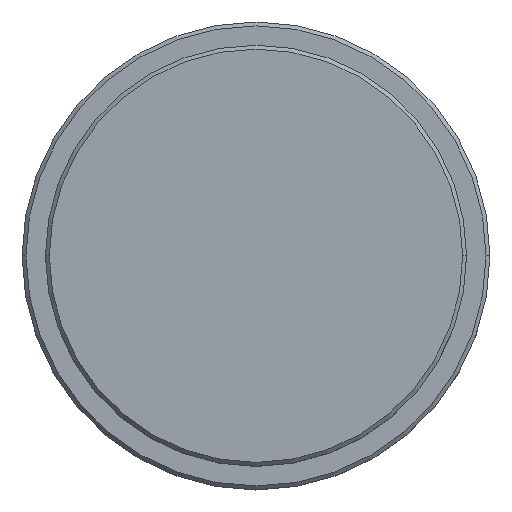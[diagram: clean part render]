
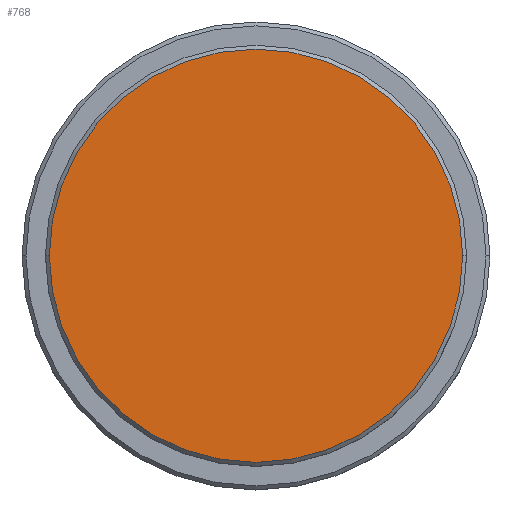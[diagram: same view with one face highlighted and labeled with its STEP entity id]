
A CAD part, top view. The second image highlights one B-rep face of the part: STEP entity #768.
In plain terms, the highlighted planar face has unit normal (0, 0, 1).
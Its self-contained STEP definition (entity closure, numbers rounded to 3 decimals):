
#26 = CIRCLE ( 'NONE', #287, 26.5 ) ;
#68 = FACE_OUTER_BOUND ( 'NONE', #220, .T. ) ;
#80 = VERTEX_POINT ( 'NONE', #401 ) ;
#102 = DIRECTION ( 'NONE',  ( 1., 0., 0. ) ) ;
#113 = DIRECTION ( 'NONE',  ( 0., 0., 1. ) ) ;
#220 = EDGE_LOOP ( 'NONE', ( #369, #425 ) ) ;
#283 = DIRECTION ( 'NONE',  ( 0., 0., 1. ) ) ;
#287 = AXIS2_PLACEMENT_3D ( 'NONE', #1315, #113, #102 ) ;
#313 = AXIS2_PLACEMENT_3D ( 'NONE', #586, #283, #1382 ) ;
#369 = ORIENTED_EDGE ( 'NONE', *, *, #1209, .T. ) ;
#371 = DIRECTION ( 'NONE',  ( 1., 0., 0. ) ) ;
#385 = CARTESIAN_POINT ( 'NONE',  ( 0., 0., 0. ) ) ;
#401 = CARTESIAN_POINT ( 'NONE',  ( -26.5, 0., 0. ) ) ;
#425 = ORIENTED_EDGE ( 'NONE', *, *, #560, .T. ) ;
#560 = EDGE_CURVE ( 'NONE', #1336, #80, #26, .T. ) ;
#586 = CARTESIAN_POINT ( 'NONE',  ( 0., 0., 0. ) ) ;
#630 = CARTESIAN_POINT ( 'NONE',  ( 26.5, 0., 0. ) ) ;
#665 = AXIS2_PLACEMENT_3D ( 'NONE', #385, #1368, #371 ) ;
#768 = ADVANCED_FACE ( 'NONE', ( #68 ), #1175, .T. ) ;
#1175 = PLANE ( 'NONE',  #665 ) ;
#1209 = EDGE_CURVE ( 'NONE', #80, #1336, #1353, .T. ) ;
#1315 = CARTESIAN_POINT ( 'NONE',  ( 0., 0., 0. ) ) ;
#1336 = VERTEX_POINT ( 'NONE', #630 ) ;
#1353 = CIRCLE ( 'NONE', #313, 26.5 ) ;
#1368 = DIRECTION ( 'NONE',  ( 0., 0., 1. ) ) ;
#1382 = DIRECTION ( 'NONE',  ( 1., 0., 0. ) ) ;
